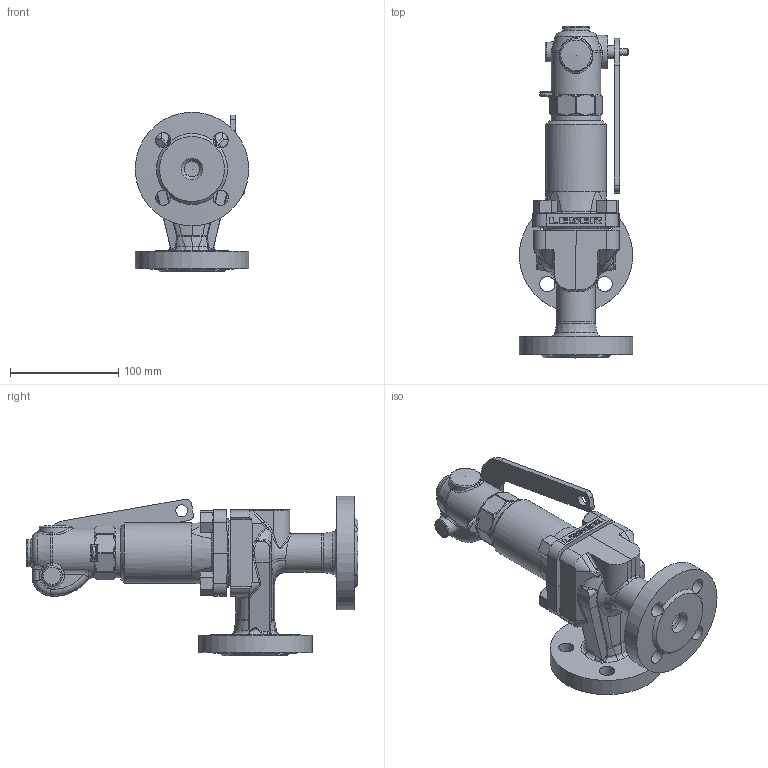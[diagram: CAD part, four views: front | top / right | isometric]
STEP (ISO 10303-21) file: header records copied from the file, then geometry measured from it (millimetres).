
FILE_DESCRIPTION(/* description */ (''),/* implementation_level */ '2;1');
FILE_NAME(/* name */ 'AT4511_103197.step',/* time_stamp */ '2025-08-06T15:17:01+02:00',/* author */ (''),/* organization */ (''),/* preprocessor_version */ 'ST-DEVELOPER v20.1',/* originating_system */ 'Autodesk Translation Framework v14.10.0.0',/* authorisation */ '');
FILE_SCHEMA (('AUTOMOTIVE_DESIGN { 1 0 10303 214 3 1 1 }'));
Products named in the file (8): 433_00000004_V00_ASM; 105-0409-04-B01-PN40; 141-0109-06-B01; 150-0809-03-B01_ASM; 10000448040_G3D_000; 10000448041_G3D_000; 10000448042_G3D_000; M12_DIN934
Assembly tree (10 placements, depth 3):
  433_00000004_V00_ASM
    105-0409-04-B01-PN40
    141-0109-06-B01
    150-0809-03-B01_ASM
      10000448040_G3D_000
      10000448041_G3D_000
      10000448042_G3D_000
    M12_DIN934  x4
Bounding box: 105 x 307 x 147.5 mm (x, y, z)
Volume: 733039.4 mm3; surface area: 190979.9 mm2
Topology: 9 solids, 9 shells, 795 faces, 1898 edges, 1127 vertices
Faces by surface type: bspline 292, plane 191, cylinder 150, cone 91, torus 41, sphere 30
Full cylindrical faces by diameter (mm): 6 x1, 8 x1, 8.1 x1, 11 x1, 12 x7, 12.3 x2, 14 x12, 14.5 x1, 15 x4, 18 x2, 19 x1, 20 x2, 23 x2, 25 x1, 33 x2, 33.5 x1, 36 x1, 38 x1, 46 x3, 48 x1, 54 x1, 56 x1, 60 x2, 105 x2
Entity records: 56139 total; most frequent: CARTESIAN_POINT 41417, ORIENTED_EDGE 3410, DIRECTION 2526, EDGE_CURVE 1705, AXIS2_PLACEMENT_3D 1032, VERTEX_POINT 1013, EDGE_LOOP 762, FACE_OUTER_BOUND 714
